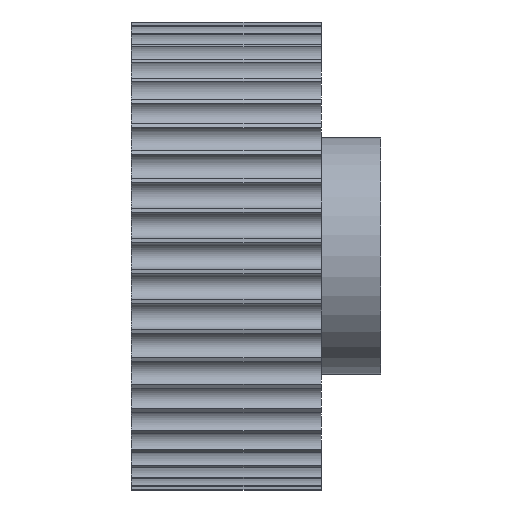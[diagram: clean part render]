
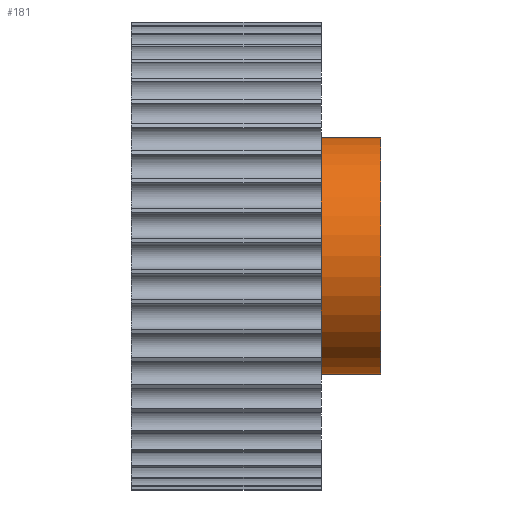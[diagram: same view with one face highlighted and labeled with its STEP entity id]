
A CAD part, front view. The second image highlights one B-rep face of the part: STEP entity #181.
In plain terms, the highlighted cylindrical face has radius 19 mm (diameter 38 mm), a full revolution.
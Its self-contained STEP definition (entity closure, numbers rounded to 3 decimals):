
#181 = ADVANCED_FACE( '', ( #429, #430 ), #431, .T. );
#429 = FACE_OUTER_BOUND( '', #744, .T. );
#430 = FACE_OUTER_BOUND( '', #745, .T. );
#431 = CYLINDRICAL_SURFACE( '', #746, 19. );
#744 = EDGE_LOOP( '', ( #1285 ) );
#745 = EDGE_LOOP( '', ( #1286 ) );
#746 = AXIS2_PLACEMENT_3D( '', #1287, #1288, #1289 );
#1285 = ORIENTED_EDGE( '', *, *, #2156, .F. );
#1286 = ORIENTED_EDGE( '', *, *, #1985, .T. );
#1287 = CARTESIAN_POINT( '', ( 500., 0., 0. ) );
#1288 = DIRECTION( '', ( -1., 0., 0. ) );
#1289 = DIRECTION( '', ( 0., 0., -1. ) );
#1985 = EDGE_CURVE( '', #2400, #2400, #2401, .T. );
#2156 = EDGE_CURVE( '', #2694, #2694, #2695, .T. );
#2400 = VERTEX_POINT( '', #3000 );
#2401 = CIRCLE( '', #3001, 19. );
#2694 = VERTEX_POINT( '', #3331 );
#2695 = CIRCLE( '', #3332, 19. );
#3000 = CARTESIAN_POINT( '', ( 30.5, 0., -19. ) );
#3001 = AXIS2_PLACEMENT_3D( '', #3669, #3670, #3671 );
#3331 = CARTESIAN_POINT( '', ( 40., 0., -19. ) );
#3332 = AXIS2_PLACEMENT_3D( '', #4042, #4043, #4044 );
#3669 = CARTESIAN_POINT( '', ( 30.5, 0., 0. ) );
#3670 = DIRECTION( '', ( 1., 0., 0. ) );
#3671 = DIRECTION( '', ( 0., 0., -1. ) );
#4042 = CARTESIAN_POINT( '', ( 40., 0., 0. ) );
#4043 = DIRECTION( '', ( 1., 0., 0. ) );
#4044 = DIRECTION( '', ( 0., 0., -1. ) );
